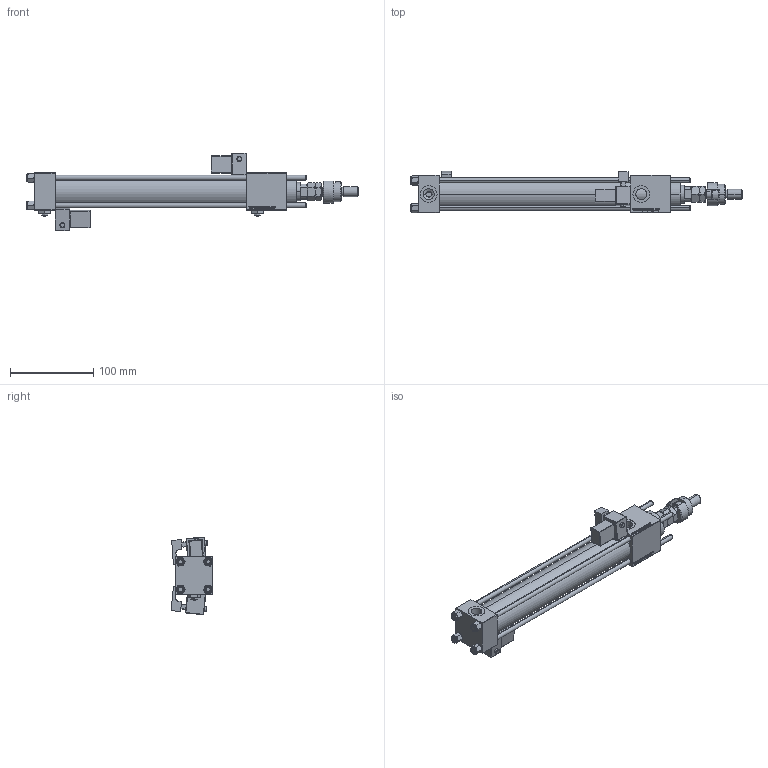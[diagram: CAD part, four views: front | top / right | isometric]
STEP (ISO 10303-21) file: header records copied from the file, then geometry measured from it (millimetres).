
FILE_DESCRIPTION (( 'STEP AP203' ), '1' );
FILE_NAME ('d43e.STEP', '2022-04-14T19:17:42', ( '' ), ( '' ), 'SwSTEP 2.0', 'SolidWorks 2019', '' );
FILE_SCHEMA (( 'CONFIG_CONTROL_DESIGN' ));
Length unit declared in the file: millimetre
Products named in the file (11): V215CR_B-1 f127c90fa46ad8f69c48924ef373d2b3; DFA f127c90fa46ad8f69c48924ef373d2b3; V215_VC_A f127c90fa46ad8f69c48924ef373d2b3; V215CR_MSU f127c90fa46ad8f69c48924ef373d2b3; V215CR_B_TYCINKA f127c90fa46ad8f69c48924ef373d2b3; d43e; V215CR_VCP_B f127c90fa46ad8f69c48924ef373d2b3; Zatka_pro_OIL_PORT f127c90fa46ad8f69c48924ef373d2b3; NUT_M5_B f127c90fa46ad8f69c48924ef373d2b3; FEMALE_PART_FOR_DFA f127c90fa46ad8f69c48924ef373d2b3; MFA f127c90fa46ad8f69c48924ef373d2b3
Assembly tree (18 placements, depth 3):
  d43e
    V215CR_B-1 f127c90fa46ad8f69c48924ef373d2b3
    V215CR_VCP_B f127c90fa46ad8f69c48924ef373d2b3
    NUT_M5_B f127c90fa46ad8f69c48924ef373d2b3  x4
    V215CR_B_TYCINKA f127c90fa46ad8f69c48924ef373d2b3  x4
    V215_VC_A f127c90fa46ad8f69c48924ef373d2b3
    DFA f127c90fa46ad8f69c48924ef373d2b3
      FEMALE_PART_FOR_DFA f127c90fa46ad8f69c48924ef373d2b3
      MFA f127c90fa46ad8f69c48924ef373d2b3
    V215CR_MSU f127c90fa46ad8f69c48924ef373d2b3  x2
    Zatka_pro_OIL_PORT f127c90fa46ad8f69c48924ef373d2b3  x2
Bounding box: 399 x 50.4 x 93.13 mm (x, y, z)
Volume: 419475.8 mm3; surface area: 163348 mm2
Topology: 17 solids, 17 shells, 1499 faces, 3722 edges, 2351 vertices
Faces by surface type: plane 568, bspline 504, cone 218, cylinder 161, torus 24, sphere 24
Entity records: 63929 total; most frequent: CARTESIAN_POINT 35766, ORIENTED_EDGE 6350, DIRECTION 3939, EDGE_CURVE 3175, VERTEX_POINT 2049, LINE 1657, VECTOR 1657, EDGE_LOOP 1394
